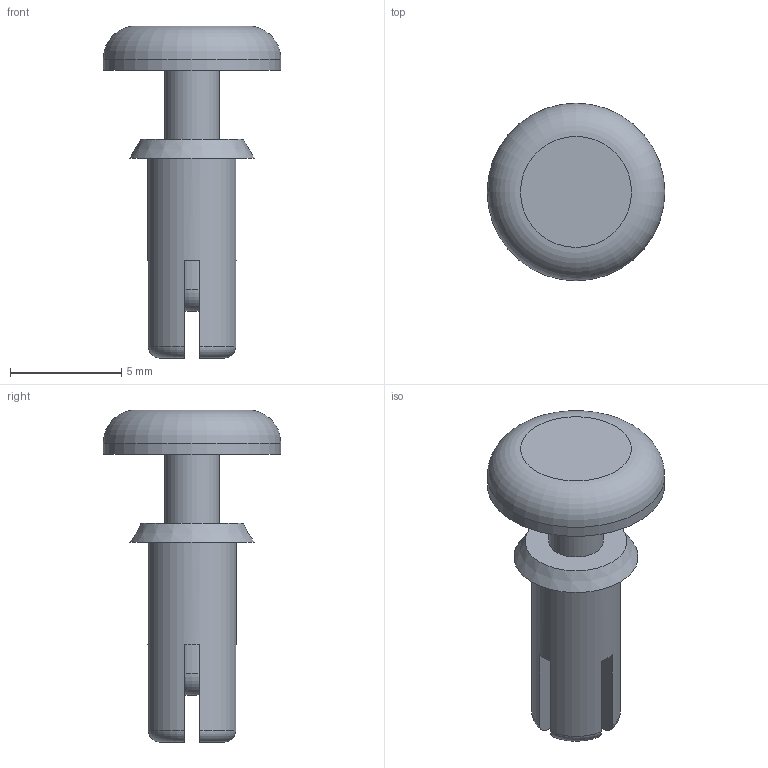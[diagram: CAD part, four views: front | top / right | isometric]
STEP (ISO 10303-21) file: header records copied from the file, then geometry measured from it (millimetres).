
FILE_DESCRIPTION(/* description */ ('Unknown'),/* implementation_level */ '2;1');
FILE_NAME(/* name */ '700974500',/* time_stamp */ '2019-02-12T14:20:41+01:00',/* author */ ('Unknown'),/* organization */ ('Unknown'),/* preprocessor_version */ 'ST-DEVELOPER v16.7',/* originating_system */ 'DEX',/* authorisation */ $);
FILE_SCHEMA (('AUTOMOTIVE_DESIGN {1 0 10303 214 3 1 1}'));
Length unit declared in the file: millimetre
Products named in the file (3): 700974500; 700974300_Body; 700974300_Pin
Assembly tree (2 placements, depth 2):
  700974500
    700974300_Body
    700974300_Pin
Bounding box: 8 x 8 x 14.95 mm (x, y, z)
Volume: 187.7 mm3; surface area: 474 mm2
Topology: 2 solids, 2 shells, 34 faces, 82 edges, 54 vertices
Faces by surface type: plane 22, torus 6, cylinder 4, cone 2
Full cylindrical faces by diameter (mm): 2.45 x2, 4 x1, 8 x1
Entity records: 1032 total; most frequent: CARTESIAN_POINT 185, DIRECTION 170, ORIENTED_EDGE 144, EDGE_CURVE 72, AXIS2_PLACEMENT_3D 69, VERTEX_POINT 52, EDGE_LOOP 46, FACE_BOUND 46
